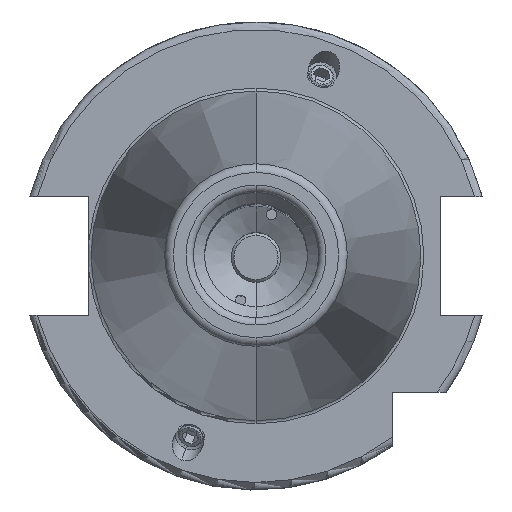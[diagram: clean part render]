
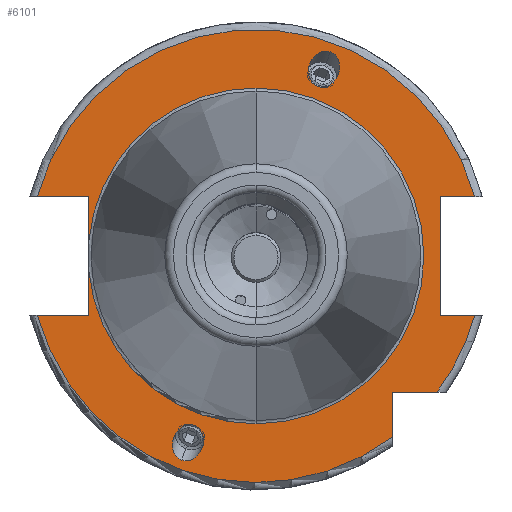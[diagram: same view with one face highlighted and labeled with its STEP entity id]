
A CAD part, top view. The second image highlights one B-rep face of the part: STEP entity #6101.
In plain terms, the highlighted planar face has unit normal (0, 0, 1).
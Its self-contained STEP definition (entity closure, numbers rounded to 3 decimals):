
#1392=DIRECTION('',(1,0,0));
#1393=VECTOR('',#1392,7.004);
#1394=CARTESIAN_POINT('',(-29.704,-8.05,15.9));
#1395=LINE('',#1394,#1393);
#1396=DIRECTION('',(0,1,0));
#1397=VECTOR('',#1396,5.917);
#1398=CARTESIAN_POINT('',(-22.7,-8.05,15.9));
#1399=LINE('',#1398,#1397);
#1400=DIRECTION('',(0,1,0));
#1401=VECTOR('',#1400,5.917);
#1402=CARTESIAN_POINT('',(-22.7,2.133,15.9));
#1403=LINE('',#1402,#1401);
#1404=DIRECTION('',(1,0,0));
#1405=VECTOR('',#1404,7.004);
#1406=CARTESIAN_POINT('',(-29.704,8.05,15.9));
#1407=LINE('',#1406,#1405);
#1408=DIRECTION('',(-1,0,0));
#1409=VECTOR('',#1408,4.704);
#1410=CARTESIAN_POINT('',(29.704,8.05,15.9));
#1411=LINE('',#1410,#1409);
#1412=DIRECTION('',(0,-1,0));
#1413=VECTOR('',#1412,16.1);
#1414=CARTESIAN_POINT('',(25,8.05,15.9));
#1415=LINE('',#1414,#1413);
#1416=DIRECTION('',(-1,0,0));
#1417=VECTOR('',#1416,4.704);
#1418=CARTESIAN_POINT('',(29.704,-8.05,15.9));
#1419=LINE('',#1418,#1417);
#1420=CARTESIAN_POINT('',(0,0,15.9));
#1421=DIRECTION('',(0,0,1));
#1422=DIRECTION('',(0.799,-0.601,0));
#1423=AXIS2_PLACEMENT_3D('',#1420,#1421,#1422);
#1425=DIRECTION('',(-1,0,0));
#1426=VECTOR('',#1425,6.094);
#1427=CARTESIAN_POINT('',(24.594,-18.5,15.9));
#1428=LINE('',#1427,#1426);
#1429=DIRECTION('',(0,1,0));
#1430=VECTOR('',#1429,6.094);
#1431=CARTESIAN_POINT('',(18.5,-24.594,15.9));
#1432=LINE('',#1431,#1430);
#1433=CARTESIAN_POINT('',(10.09,27.723,15.9));
#1434=CARTESIAN_POINT('',(9.863,27.806,15.9));
#1435=CARTESIAN_POINT('',(9.337,27.884,15.9));
#1436=CARTESIAN_POINT('',(8.455,27.594,15.9));
#1437=CARTESIAN_POINT('',(7.834,27.033,15.9));
#1438=CARTESIAN_POINT('',(7.483,26.49,15.9));
#1439=CARTESIAN_POINT('',(7.298,26.077,15.9));
#1440=CARTESIAN_POINT('',(7.174,25.641,15.9));
#1441=CARTESIAN_POINT('',(7.094,25.,15.9));
#1442=CARTESIAN_POINT('',(7.208,24.17,15.9));
#1443=CARTESIAN_POINT('',(7.698,23.381,15.9));
#1444=CARTESIAN_POINT('',(8.152,23.103,15.9));
#1445=CARTESIAN_POINT('',(8.379,23.02,15.9));
#1447=CARTESIAN_POINT('',(8.379,23.02,15.9));
#1448=CARTESIAN_POINT('',(8.606,22.937,15.9));
#1449=CARTESIAN_POINT('',(9.133,22.859,15.9));
#1450=CARTESIAN_POINT('',(10.014,23.149,15.9));
#1451=CARTESIAN_POINT('',(10.635,23.711,15.9));
#1452=CARTESIAN_POINT('',(10.986,24.253,15.9));
#1453=CARTESIAN_POINT('',(11.171,24.667,15.9));
#1454=CARTESIAN_POINT('',(11.295,25.103,15.9));
#1455=CARTESIAN_POINT('',(11.375,25.744,15.9));
#1456=CARTESIAN_POINT('',(11.261,26.573,15.9));
#1457=CARTESIAN_POINT('',(10.771,27.362,15.9));
#1458=CARTESIAN_POINT('',(10.318,27.641,15.9));
#1459=CARTESIAN_POINT('',(10.09,27.723,15.9));
#1461=CARTESIAN_POINT('',(-10.09,-27.723,15.9));
#1462=CARTESIAN_POINT('',(-10.318,-27.641,15.9));
#1463=CARTESIAN_POINT('',(-10.771,-27.362,15.9));
#1464=CARTESIAN_POINT('',(-11.261,-26.573,15.9));
#1465=CARTESIAN_POINT('',(-11.375,-25.744,15.9));
#1466=CARTESIAN_POINT('',(-11.295,-25.103,15.9));
#1467=CARTESIAN_POINT('',(-11.171,-24.667,15.9));
#1468=CARTESIAN_POINT('',(-10.986,-24.253,15.9));
#1469=CARTESIAN_POINT('',(-10.635,-23.711,15.9));
#1470=CARTESIAN_POINT('',(-10.014,-23.149,15.9));
#1471=CARTESIAN_POINT('',(-9.133,-22.859,15.9));
#1472=CARTESIAN_POINT('',(-8.606,-22.937,15.9));
#1473=CARTESIAN_POINT('',(-8.379,-23.02,15.9));
#1475=CARTESIAN_POINT('',(-8.379,-23.02,15.9));
#1476=CARTESIAN_POINT('',(-8.152,-23.103,15.9));
#1477=CARTESIAN_POINT('',(-7.698,-23.381,15.9));
#1478=CARTESIAN_POINT('',(-7.208,-24.17,15.9));
#1479=CARTESIAN_POINT('',(-7.094,-25.,15.9));
#1480=CARTESIAN_POINT('',(-7.174,-25.641,15.9));
#1481=CARTESIAN_POINT('',(-7.298,-26.077,15.9));
#1482=CARTESIAN_POINT('',(-7.483,-26.49,15.9));
#1483=CARTESIAN_POINT('',(-7.834,-27.033,15.9));
#1484=CARTESIAN_POINT('',(-8.455,-27.594,15.9));
#1485=CARTESIAN_POINT('',(-9.337,-27.884,15.9));
#1486=CARTESIAN_POINT('',(-9.863,-27.806,15.9));
#1487=CARTESIAN_POINT('',(-10.09,-27.723,15.9));
#1512=CARTESIAN_POINT('',(0,0,15.9));
#1513=DIRECTION('',(0,0,1));
#1514=DIRECTION('',(0.965,0.262,0));
#1515=AXIS2_PLACEMENT_3D('',#1512,#1513,#1514);
#1563=CARTESIAN_POINT('',(0,0,15.9));
#1564=DIRECTION('',(0,0,1));
#1565=DIRECTION('',(-0.965,-0.262,0));
#1566=AXIS2_PLACEMENT_3D('',#1563,#1564,#1565);
#2342=CARTESIAN_POINT('',(0,0,15.9));
#2343=DIRECTION('',(0,0,1));
#2344=DIRECTION('',(0,1,0));
#2345=AXIS2_PLACEMENT_3D('',#2342,#2343,#2344);
#2357=CARTESIAN_POINT('',(0,0,15.9));
#2358=DIRECTION('',(0,0,1));
#2359=DIRECTION('',(-0.996,-0.094,0));
#2360=AXIS2_PLACEMENT_3D('',#2357,#2358,#2359);
#2362=CARTESIAN_POINT('',(0,0,15.9));
#2363=DIRECTION('',(0,0,-1));
#2364=DIRECTION('',(0,1,0));
#2365=AXIS2_PLACEMENT_3D('',#2362,#2363,#2364);
#3935=CARTESIAN_POINT('',(0,22.8,15.9));
#3937=VERTEX_POINT('',#3935);
#3957=CARTESIAN_POINT('',(0,-22.8,15.9));
#3959=VERTEX_POINT('',#3957);
#4105=CARTESIAN_POINT('',(-29.704,-8.05,15.9));
#4106=CARTESIAN_POINT('',(-22.7,-8.05,15.9));
#4107=VERTEX_POINT('',#4105);
#4108=VERTEX_POINT('',#4106);
#4109=CARTESIAN_POINT('',(-22.7,-2.133,15.9));
#4110=VERTEX_POINT('',#4109);
#4111=CARTESIAN_POINT('',(-22.7,2.133,15.9));
#4112=CARTESIAN_POINT('',(-22.7,8.05,15.9));
#4113=VERTEX_POINT('',#4111);
#4114=VERTEX_POINT('',#4112);
#4115=CARTESIAN_POINT('',(-29.704,8.05,15.9));
#4116=VERTEX_POINT('',#4115);
#4117=CARTESIAN_POINT('',(25,8.05,15.9));
#4118=CARTESIAN_POINT('',(25,-8.05,15.9));
#4119=VERTEX_POINT('',#4117);
#4120=VERTEX_POINT('',#4118);
#4121=CARTESIAN_POINT('',(29.704,-8.05,15.9));
#4122=VERTEX_POINT('',#4121);
#4123=CARTESIAN_POINT('',(29.704,8.05,15.9));
#4124=VERTEX_POINT('',#4123);
#4125=CARTESIAN_POINT('',(18.5,-24.594,15.9));
#4126=CARTESIAN_POINT('',(18.5,-18.5,15.9));
#4127=VERTEX_POINT('',#4125);
#4128=VERTEX_POINT('',#4126);
#4129=CARTESIAN_POINT('',(24.594,-18.5,15.9));
#4130=VERTEX_POINT('',#4129);
#4219=VERTEX_POINT('',#1433);
#4220=VERTEX_POINT('',#1445);
#4276=CARTESIAN_POINT('',(-10.09,-27.723,15.9));
#4278=VERTEX_POINT('',#4276);
#4283=CARTESIAN_POINT('',(-8.379,-23.02,15.9));
#4284=VERTEX_POINT('',#4283);
#6060=CARTESIAN_POINT('',(0,0,15.9));
#6061=DIRECTION('',(0,0,-1));
#6062=DIRECTION('',(0,-1,0));
#6063=AXIS2_PLACEMENT_3D('',#6060,#6061,#6062);
#6064=PLANE('',#6063);
#6066=ORIENTED_EDGE('',*,*,#6065,.T.);
#6067=ORIENTED_EDGE('',*,*,#5823,.T.);
#6069=ORIENTED_EDGE('',*,*,#6068,.T.);
#6071=ORIENTED_EDGE('',*,*,#6070,.F.);
#6073=ORIENTED_EDGE('',*,*,#6072,.T.);
#6074=ORIENTED_EDGE('',*,*,#5819,.T.);
#6075=ORIENTED_EDGE('',*,*,#5857,.F.);
#6077=ORIENTED_EDGE('',*,*,#6076,.F.);
#6078=ORIENTED_EDGE('',*,*,#6017,.T.);
#6079=ORIENTED_EDGE('',*,*,#6048,.T.);
#6080=ORIENTED_EDGE('',*,*,#5747,.F.);
#6082=ORIENTED_EDGE('',*,*,#6081,.F.);
#6083=ORIENTED_EDGE('',*,*,#5914,.T.);
#6084=ORIENTED_EDGE('',*,*,#5965,.F.);
#6086=ORIENTED_EDGE('',*,*,#6085,.F.);
#6087=EDGE_LOOP('',(#6066,#6067,#6069,#6071,#6073,#6074,#6075,#6077,#6078,#6079,
#6080,#6082,#6083,#6084,#6086));
#6088=FACE_OUTER_BOUND('',#6087,.F.);
#6090=ORIENTED_EDGE('',*,*,#6089,.T.);
#6092=ORIENTED_EDGE('',*,*,#6091,.T.);
#6093=EDGE_LOOP('',(#6090,#6092));
#6094=FACE_BOUND('',#6093,.F.);
#6096=ORIENTED_EDGE('',*,*,#6095,.F.);
#6098=ORIENTED_EDGE('',*,*,#6097,.F.);
#6099=EDGE_LOOP('',(#6096,#6098));
#6100=FACE_BOUND('',#6099,.F.);
#6101=ADVANCED_FACE('',(#6088,#6094,#6100),#6064,.F.);
#1424=CIRCLE('',#1423,30.775);
#1446=B_SPLINE_CURVE_WITH_KNOTS('',3,(#1433,#1434,#1435,#1436,#1437,#1438,#1439,
#1440,#1441,#1442,#1443,#1444,#1445),.UNSPECIFIED.,.F.,.F.,(4,1,1,1,1,1,1,1,1,1,
4),(0,0.125,0.25,0.375,0.438,0.5,0.563,0.625,0.75,0.875,
1.0),.UNSPECIFIED.);
#1460=B_SPLINE_CURVE_WITH_KNOTS('',3,(#1447,#1448,#1449,#1450,#1451,#1452,#1453,
#1454,#1455,#1456,#1457,#1458,#1459),.UNSPECIFIED.,.F.,.F.,(4,1,1,1,1,1,1,1,1,1,
4),(0,0.125,0.25,0.375,0.438,0.5,0.563,0.625,0.75,0.875,
1.0),.UNSPECIFIED.);
#1474=B_SPLINE_CURVE_WITH_KNOTS('',3,(#1461,#1462,#1463,#1464,#1465,#1466,#1467,
#1468,#1469,#1470,#1471,#1472,#1473),.UNSPECIFIED.,.F.,.F.,(4,1,1,1,1,1,1,1,1,1,
4),(0,0.125,0.25,0.375,0.438,0.5,0.563,0.625,0.75,0.875,
1.0),.UNSPECIFIED.);
#1488=B_SPLINE_CURVE_WITH_KNOTS('',3,(#1475,#1476,#1477,#1478,#1479,#1480,#1481,
#1482,#1483,#1484,#1485,#1486,#1487),.UNSPECIFIED.,.F.,.F.,(4,1,1,1,1,1,1,1,1,1,
4),(0,0.125,0.25,0.375,0.438,0.5,0.563,0.625,0.75,0.875,
1.0),.UNSPECIFIED.);
#1516=CIRCLE('',#1515,30.775);
#1567=CIRCLE('',#1566,30.775);
#2346=CIRCLE('',#2345,22.8);
#2361=CIRCLE('',#2360,22.8);
#2366=CIRCLE('',#2365,22.8);
#5747=EDGE_CURVE('',#4122,#4120,#1419,.T.);
#5819=EDGE_CURVE('',#4113,#4114,#1403,.T.);
#5823=EDGE_CURVE('',#4108,#4110,#1399,.T.);
#5857=EDGE_CURVE('',#4116,#4114,#1407,.T.);
#5914=EDGE_CURVE('',#4130,#4128,#1428,.T.);
#5965=EDGE_CURVE('',#4127,#4128,#1432,.T.);
#6017=EDGE_CURVE('',#4124,#4119,#1411,.T.);
#6048=EDGE_CURVE('',#4119,#4120,#1415,.T.);
#6065=EDGE_CURVE('',#4107,#4108,#1395,.T.);
#6068=EDGE_CURVE('',#4110,#3959,#2361,.T.);
#6070=EDGE_CURVE('',#3937,#3959,#2366,.T.);
#6072=EDGE_CURVE('',#3937,#4113,#2346,.T.);
#6076=EDGE_CURVE('',#4124,#4116,#1516,.T.);
#6081=EDGE_CURVE('',#4130,#4122,#1424,.T.);
#6085=EDGE_CURVE('',#4107,#4127,#1567,.T.);
#6089=EDGE_CURVE('',#4219,#4220,#1446,.T.);
#6091=EDGE_CURVE('',#4220,#4219,#1460,.T.);
#6095=EDGE_CURVE('',#4278,#4284,#1474,.T.);
#6097=EDGE_CURVE('',#4284,#4278,#1488,.T.);
